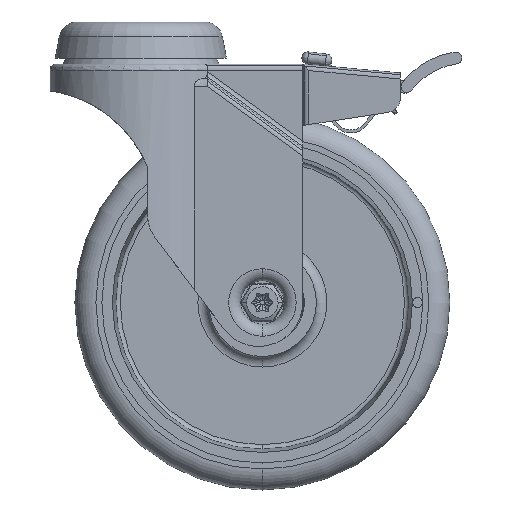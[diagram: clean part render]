
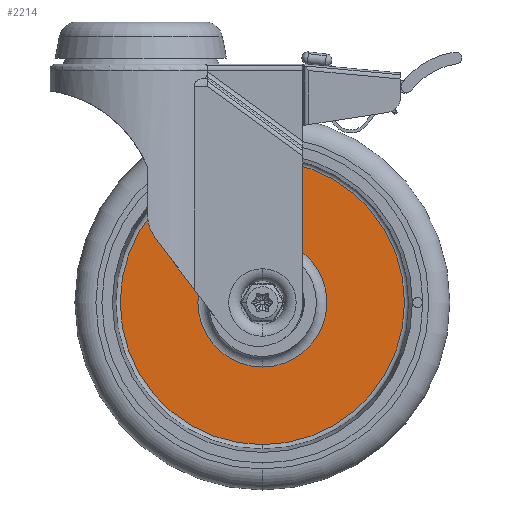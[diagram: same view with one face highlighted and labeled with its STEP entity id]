
A CAD part, front view. The second image highlights one B-rep face of the part: STEP entity #2214.
In plain terms, the highlighted planar face has unit normal (0, -1, 0).
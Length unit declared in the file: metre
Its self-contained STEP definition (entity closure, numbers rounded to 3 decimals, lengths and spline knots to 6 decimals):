
#2214=ADVANCED_FACE('',(#3431,#3432),#3433,.T.);
#3431=FACE_OUTER_BOUND('',#4935,.T.);
#3432=FACE_BOUND('',#4936,.T.);
#3433=PLANE('',#4937);
#4935=EDGE_LOOP('',(#14874,#14875));
#4936=EDGE_LOOP('',(#14876,#14877));
#4937=AXIS2_PLACEMENT_3D('',#14878,#14879,#14880);
#14874=ORIENTED_EDGE('',*,*,#17791,.F.);
#14875=ORIENTED_EDGE('',*,*,#17735,.F.);
#14876=ORIENTED_EDGE('',*,*,#17790,.T.);
#14877=ORIENTED_EDGE('',*,*,#17740,.T.);
#14878=CARTESIAN_POINT('',(0.0,-0.0025,0.034441));
#14879=DIRECTION('',(0.0,-1.0,0.));
#14880=DIRECTION('',(0.0,0.,-1.0));
#17735=EDGE_CURVE('',#20044,#20046,#20047,.T.);
#17740=EDGE_CURVE('',#20050,#20054,#20056,.T.);
#17790=EDGE_CURVE('',#20054,#20050,#20136,.T.);
#17791=EDGE_CURVE('',#20046,#20044,#20137,.T.);
#20044=VERTEX_POINT('',#24478);
#20046=VERTEX_POINT('',#24480);
#20047=CIRCLE('',#24481,0.047382);
#20050=VERTEX_POINT('',#24484);
#20054=VERTEX_POINT('',#24488);
#20056=CIRCLE('',#24490,0.0215);
#20136=CIRCLE('',#24584,0.0215);
#20137=CIRCLE('',#24585,0.047382);
#24478=CARTESIAN_POINT('',(0.,-0.0025,-0.047382));
#24480=CARTESIAN_POINT('',(0.0,-0.0025,0.047382));
#24481=AXIS2_PLACEMENT_3D('',#30495,#30496,#30497);
#24484=CARTESIAN_POINT('',(0.,-0.0025,-0.0215));
#24488=CARTESIAN_POINT('',(0.0,-0.0025,0.0215));
#24490=AXIS2_PLACEMENT_3D('',#30510,#30511,#30512);
#24584=AXIS2_PLACEMENT_3D('',#30632,#30633,#30634);
#24585=AXIS2_PLACEMENT_3D('',#30635,#30636,#30637);
#30495=CARTESIAN_POINT('',(0.0,-0.0025,0.0));
#30496=DIRECTION('',(0.0,1.0,0.0));
#30497=DIRECTION('',(0.0,0.0,1.0));
#30510=CARTESIAN_POINT('',(0.0,-0.0025,0.0));
#30511=DIRECTION('',(0.0,1.0,0.0));
#30512=DIRECTION('',(0.0,0.0,1.0));
#30632=CARTESIAN_POINT('',(0.0,-0.0025,0.0));
#30633=DIRECTION('',(0.0,1.0,0.0));
#30634=DIRECTION('',(0.0,0.0,1.0));
#30635=CARTESIAN_POINT('',(0.0,-0.0025,0.0));
#30636=DIRECTION('',(0.0,1.0,0.0));
#30637=DIRECTION('',(0.0,0.0,1.0));
